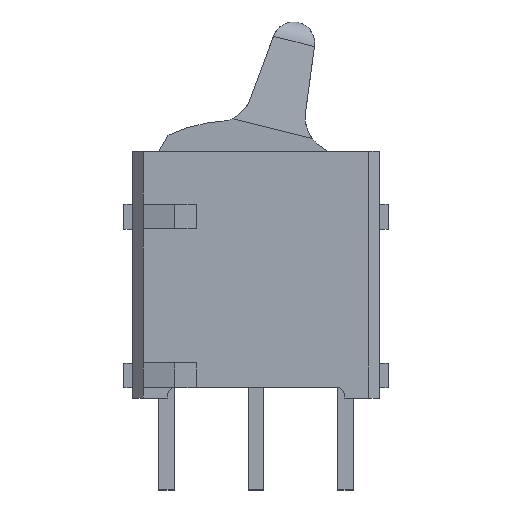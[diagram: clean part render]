
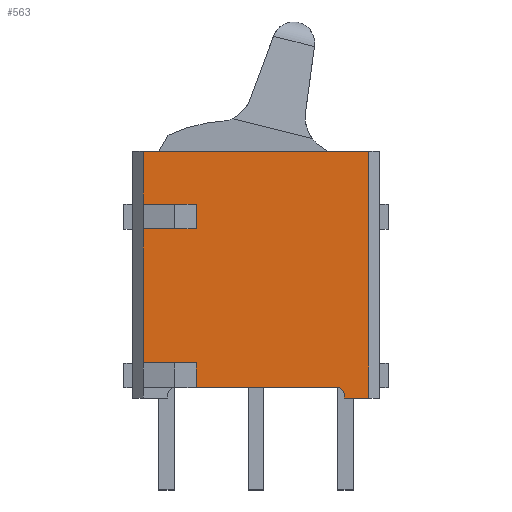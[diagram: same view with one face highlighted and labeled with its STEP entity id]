
A CAD part, top view. The second image highlights one B-rep face of the part: STEP entity #563.
In plain terms, the highlighted planar face has unit normal (0, 0, 1).
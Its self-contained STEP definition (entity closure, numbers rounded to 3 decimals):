
#563 = ADVANCED_FACE( '', ( #1104 ), #1105, .T. );
#1104 = FACE_OUTER_BOUND( '', #1628, .T. );
#1105 = PLANE( '', #1629 );
#1628 = EDGE_LOOP( '', ( #3168, #3169, #3170, #3171, #3172, #3173, #3174, #3175, #3176, #3177, #3178, #3179, #3180 ) );
#1629 = AXIS2_PLACEMENT_3D( '', #3181, #3182, #3183 );
#3168 = ORIENTED_EDGE( '', *, *, #3757, .T. );
#3169 = ORIENTED_EDGE( '', *, *, #3830, .T. );
#3170 = ORIENTED_EDGE( '', *, *, #3341, .T. );
#3171 = ORIENTED_EDGE( '', *, *, #3720, .T. );
#3172 = ORIENTED_EDGE( '', *, *, #3519, .F. );
#3173 = ORIENTED_EDGE( '', *, *, #3734, .F. );
#3174 = ORIENTED_EDGE( '', *, *, #3850, .F. );
#3175 = ORIENTED_EDGE( '', *, *, #3673, .F. );
#3176 = ORIENTED_EDGE( '', *, *, #3369, .T. );
#3177 = ORIENTED_EDGE( '', *, *, #3733, .F. );
#3178 = ORIENTED_EDGE( '', *, *, #3681, .F. );
#3179 = ORIENTED_EDGE( '', *, *, #3715, .F. );
#3180 = ORIENTED_EDGE( '', *, *, #3791, .T. );
#3181 = CARTESIAN_POINT( '', ( -3.2, -7., 2.25 ) );
#3182 = DIRECTION( '', ( 0., 0., 1. ) );
#3183 = DIRECTION( '', ( 1., 0., 0. ) );
#3341 = EDGE_CURVE( '', #4051, #4049, #4052, .T. );
#3369 = EDGE_CURVE( '', #4101, #4102, #4103, .T. );
#3519 = EDGE_CURVE( '', #4351, #4353, #4354, .T. );
#3673 = EDGE_CURVE( '', #4101, #4564, #4565, .T. );
#3681 = EDGE_CURVE( '', #4575, #4165, #4577, .T. );
#3715 = EDGE_CURVE( '', #4618, #4575, #4620, .T. );
#3720 = EDGE_CURVE( '', #4049, #4353, #4625, .T. );
#3733 = EDGE_CURVE( '', #4165, #4102, #4640, .T. );
#3734 = EDGE_CURVE( '', #4589, #4351, #4641, .T. );
#3757 = EDGE_CURVE( '', #4667, #4669, #4671, .F. );
#3791 = EDGE_CURVE( '', #4618, #4667, #4707, .T. );
#3830 = EDGE_CURVE( '', #4669, #4051, #4752, .T. );
#3850 = EDGE_CURVE( '', #4564, #4589, #4773, .T. );
#4049 = VERTEX_POINT( '', #5050 );
#4051 = VERTEX_POINT( '', #5053 );
#4052 = LINE( '', #5054, #5055 );
#4101 = VERTEX_POINT( '', #5145 );
#4102 = VERTEX_POINT( '', #5146 );
#4103 = LINE( '', #5147, #5148 );
#4165 = VERTEX_POINT( '', #5235 );
#4351 = VERTEX_POINT( '', #5496 );
#4353 = VERTEX_POINT( '', #5499 );
#4354 = LINE( '', #5500, #5501 );
#4564 = VERTEX_POINT( '', #5813 );
#4565 = LINE( '', #5814, #5815 );
#4575 = VERTEX_POINT( '', #5829 );
#4577 = LINE( '', #5832, #5833 );
#4589 = VERTEX_POINT( '', #5851 );
#4618 = VERTEX_POINT( '', #5892 );
#4620 = LINE( '', #5895, #5896 );
#4625 = LINE( '', #5903, #5904 );
#4640 = LINE( '', #5926, #5927 );
#4641 = LINE( '', #5928, #5929 );
#4667 = VERTEX_POINT( '', #5967 );
#4669 = VERTEX_POINT( '', #5970 );
#4671 = CIRCLE( '', #5973, 0.2 );
#4707 = LINE( '', #6023, #6024 );
#4752 = LINE( '', #6085, #6086 );
#4773 = LINE( '', #6114, #6115 );
#5050 = CARTESIAN_POINT( '', ( 3.2, -7., 2.25 ) );
#5053 = CARTESIAN_POINT( '', ( 2.5, -7., 2.25 ) );
#5054 = CARTESIAN_POINT( '', ( -3.2, -7., 2.25 ) );
#5055 = VECTOR( '', #6238, 1000. );
#5145 = CARTESIAN_POINT( '', ( -1.7, -2.2, 2.25 ) );
#5146 = CARTESIAN_POINT( '', ( -3.2, -2.2, 2.25 ) );
#5147 = CARTESIAN_POINT( '', ( -3.2, -2.2, 2.25 ) );
#5148 = VECTOR( '', #6270, 1000. );
#5235 = CARTESIAN_POINT( '', ( -3.2, -6., 2.25 ) );
#5496 = CARTESIAN_POINT( '', ( -3.2, 0., 2.25 ) );
#5499 = CARTESIAN_POINT( '', ( 3.2, 0., 2.25 ) );
#5500 = CARTESIAN_POINT( '', ( -3.2, 0., 2.25 ) );
#5501 = VECTOR( '', #6441, 1000. );
#5813 = CARTESIAN_POINT( '', ( -1.7, -1.5, 2.25 ) );
#5814 = CARTESIAN_POINT( '', ( -1.7, -7., 2.25 ) );
#5815 = VECTOR( '', #6580, 1000. );
#5829 = CARTESIAN_POINT( '', ( -1.7, -6., 2.25 ) );
#5832 = CARTESIAN_POINT( '', ( -3.2, -6., 2.25 ) );
#5833 = VECTOR( '', #6586, 1000. );
#5851 = CARTESIAN_POINT( '', ( -3.2, -1.5, 2.25 ) );
#5892 = CARTESIAN_POINT( '', ( -1.7, -6.7, 2.25 ) );
#5895 = CARTESIAN_POINT( '', ( -1.7, -7., 2.25 ) );
#5896 = VECTOR( '', #6609, 1000. );
#5903 = CARTESIAN_POINT( '', ( 3.2, -7., 2.25 ) );
#5904 = VECTOR( '', #6612, 1000. );
#5926 = CARTESIAN_POINT( '', ( -3.2, -7., 2.25 ) );
#5927 = VECTOR( '', #6620, 1000. );
#5928 = CARTESIAN_POINT( '', ( -3.2, -7., 2.25 ) );
#5929 = VECTOR( '', #6621, 1000. );
#5967 = CARTESIAN_POINT( '', ( 2.3, -6.7, 2.25 ) );
#5970 = CARTESIAN_POINT( '', ( 2.5, -6.9, 2.25 ) );
#5973 = AXIS2_PLACEMENT_3D( '', #6639, #6640, #6641 );
#6023 = CARTESIAN_POINT( '', ( -3.2, -6.7, 2.25 ) );
#6024 = VECTOR( '', #6668, 1000. );
#6085 = CARTESIAN_POINT( '', ( 2.5, -7., 2.25 ) );
#6086 = VECTOR( '', #6694, 1000. );
#6114 = CARTESIAN_POINT( '', ( -3.2, -1.5, 2.25 ) );
#6115 = VECTOR( '', #6702, 1000. );
#6238 = DIRECTION( '', ( 1., 0., 0. ) );
#6270 = DIRECTION( '', ( -1., 0., 0. ) );
#6441 = DIRECTION( '', ( 1., 0., 0. ) );
#6580 = DIRECTION( '', ( 0., 1., 0. ) );
#6586 = DIRECTION( '', ( -1., 0., 0. ) );
#6609 = DIRECTION( '', ( 0., 1., 0. ) );
#6612 = DIRECTION( '', ( 0., 1., 0. ) );
#6620 = DIRECTION( '', ( 0., 1., 0. ) );
#6621 = DIRECTION( '', ( 0., 1., 0. ) );
#6639 = CARTESIAN_POINT( '', ( 2.3, -6.9, 2.25 ) );
#6640 = DIRECTION( '', ( 0., 0., 1. ) );
#6641 = DIRECTION( '', ( 1., 0., 0. ) );
#6668 = DIRECTION( '', ( 1., 0., 0. ) );
#6694 = DIRECTION( '', ( 0., -1., 0. ) );
#6702 = DIRECTION( '', ( -1., 0., 0. ) );
